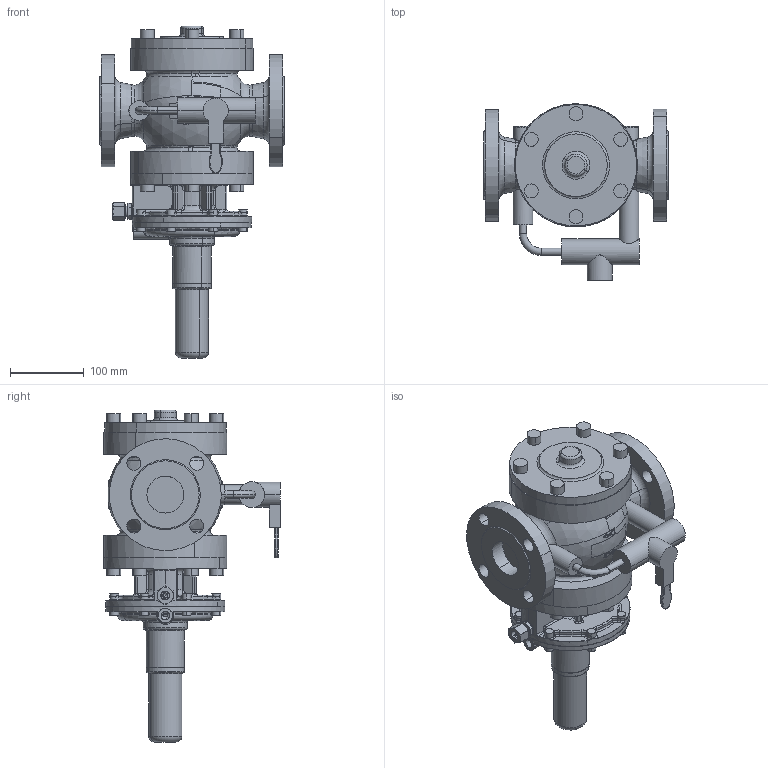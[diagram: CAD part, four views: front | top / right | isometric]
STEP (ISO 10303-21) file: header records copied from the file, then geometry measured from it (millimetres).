
FILE_DESCRIPTION(('CATIA V5 STEP Exchange'),'2;1');
FILE_NAME('S100 DN050 links ANSI.stp','2023-04-26T05:37:50+00:00',('none'),('none'),'CATIA Version 5-6 Release 2018 SP2','CATIA V5 STEP AP203','none');
FILE_SCHEMA(('CONFIG_CONTROL_DESIGN'));
Products named in the file (1): Product1
Assembly tree (2 placements, depth 2):
  Product1
    #57
    #52105
Bounding box: 250 x 239.49 x 451 mm (x, y, z)
Volume: 5795026.2 mm3; surface area: 451143 mm2
Topology: 3 solids, 10 shells, 1309 faces, 3233 edges, 1951 vertices
Faces by surface type: torus 447, cylinder 414, plane 195, bspline 190, sphere 38, cone 25
Entity records: 53435 total; most frequent: CARTESIAN_POINT 27893, ORIENTED_EDGE 6408, DIRECTION 3221, EDGE_CURVE 3204, AXIS2_PLACEMENT_3D 1982, VERTEX_POINT 1951, EDGE_LOOP 1371, CIRCLE 1352
